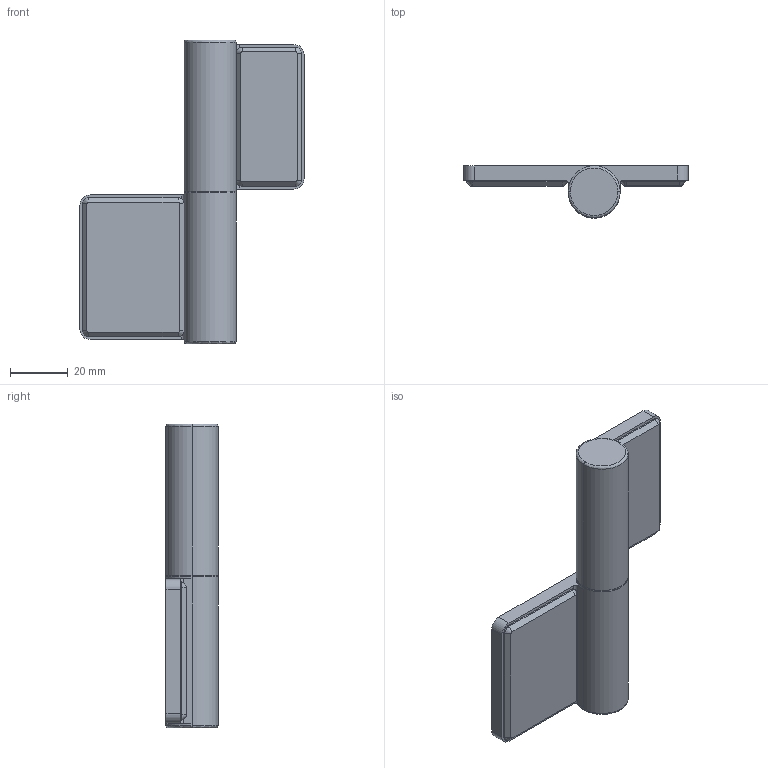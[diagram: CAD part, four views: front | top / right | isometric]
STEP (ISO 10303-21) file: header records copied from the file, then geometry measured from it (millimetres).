
FILE_DESCRIPTION (( 'STEP AP214' ), '1' );
FILE_NAME ('6221773', '2019-02-04T09:03:43', ( '' ), ('JUGARD+KÜNSTNER GmbH'), 'SwSTEP 2.0', 'SolidWorks 2017', '' );
FILE_SCHEMA (( 'AUTOMOTIVE_DESIGN' ));
Length unit declared in the file: millimetre
Products named in the file (3): 6221773_CNAJF00; Kopie von TS-Zn 45_30-60_30^6221773; Kopie von TS-Zn 45_30-60_30_2^6221773
Assembly tree (2 placements, depth 2):
  6221773_CNAJF00
    Kopie von TS-Zn 45_30-60_30^6221773
    Kopie von TS-Zn 45_30-60_30_2^6221773
Bounding box: 77.5 x 18 x 105 mm (x, y, z)
Volume: 46809.3 mm3; surface area: 14715.1 mm2
Topology: 2 solids, 2 shells, 89 faces, 212 edges, 132 vertices
Faces by surface type: plane 37, cylinder 32, cone 12, bspline 8
Entity records: 3454 total; most frequent: CARTESIAN_POINT 724, DIRECTION 450, ORIENTED_EDGE 424, EDGE_CURVE 212, AXIS2_PLACEMENT_3D 174, VERTEX_POINT 132, VECTOR 102, LINE 102
